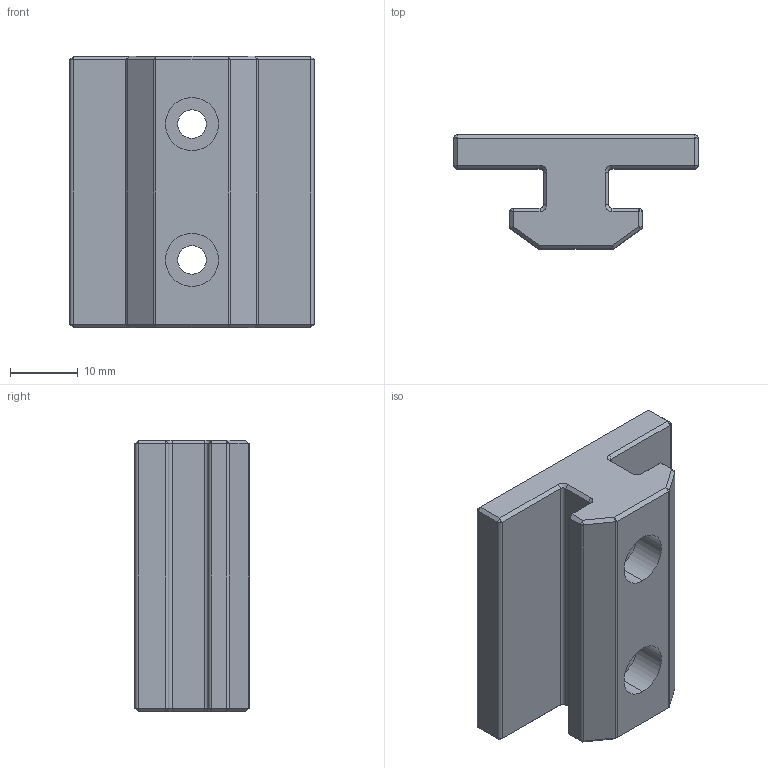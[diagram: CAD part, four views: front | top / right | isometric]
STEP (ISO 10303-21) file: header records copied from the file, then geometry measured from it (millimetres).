
FILE_DESCRIPTION (( 'STEP AP214' ), '1' );
FILE_NAME ('Îäíîñòîðîííèé ñëàéäåð 10 ïàç.STEP', '2022-05-17T11:54:06', ( 'Ïîëüçîâàòåëü Windows' ), ( '' ), 'SwSTEP 2.0', 'SolidWorks 2021', '' );
FILE_SCHEMA (( 'AUTOMOTIVE_DESIGN' ));
Length unit declared in the file: millimetre
Products named in the file (1): Îäíîñòîðîííèé ñëàéäåð 10 ïàç
Bounding box: 36 x 16.8 x 40 mm (x, y, z)
Volume: 12757.6 mm3; surface area: 5872.5 mm2
Topology: 1 solids, 1 shells, 96 faces, 220 edges, 108 vertices
Faces by surface type: plane 46, cone 28, cylinder 22
Entity records: 2490 total; most frequent: DIRECTION 446, CARTESIAN_POINT 405, ORIENTED_EDGE 400, EDGE_CURVE 200, AXIS2_PLACEMENT_3D 149, LINE 148, VECTOR 148, VERTEX_POINT 108
